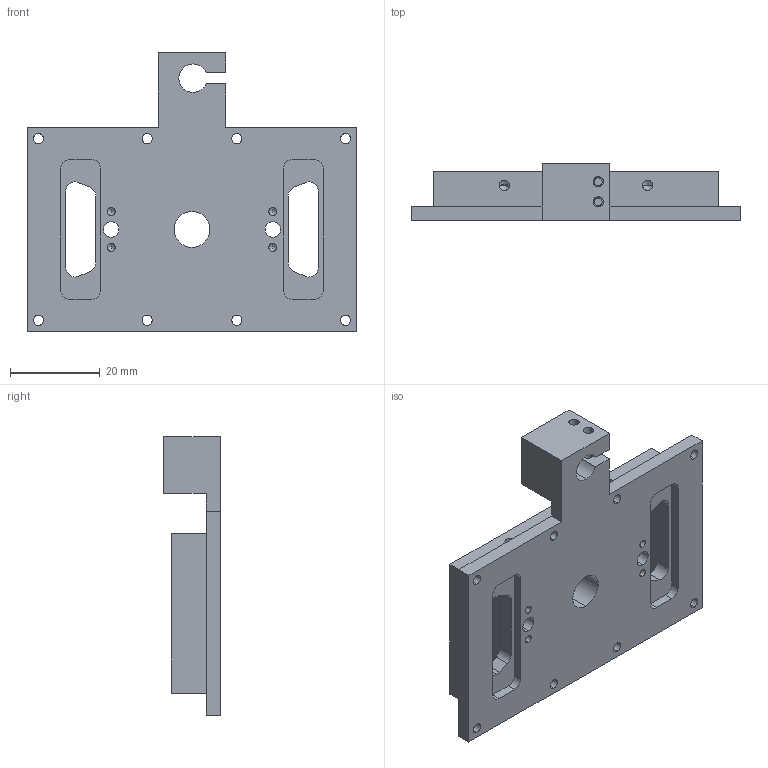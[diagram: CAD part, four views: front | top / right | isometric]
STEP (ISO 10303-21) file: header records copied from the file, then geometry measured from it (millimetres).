
FILE_DESCRIPTION (( 'STEP AP214' ), '1' );
FILE_NAME ('Lid.STEP', '2023-05-15T23:17:04', ( '' ), ( '' ), 'SwSTEP 2.0', 'SolidWorks 2021', '' );
FILE_SCHEMA (( 'AUTOMOTIVE_DESIGN' ));
Length unit declared in the file: millimetre
Products named in the file (1): Lid
Bounding box: 73.5 x 12.7 x 62.2 mm (x, y, z)
Volume: 24106.9 mm3; surface area: 12428.9 mm2
Topology: 1 solids, 1 shells, 173 faces, 467 edges, 288 vertices
Faces by surface type: cylinder 92, plane 53, cone 28
Entity records: 5719 total; most frequent: DIRECTION 971, CARTESIAN_POINT 901, ORIENTED_EDGE 878, EDGE_CURVE 439, AXIS2_PLACEMENT_3D 358, VERTEX_POINT 288, VECTOR 255, LINE 255
